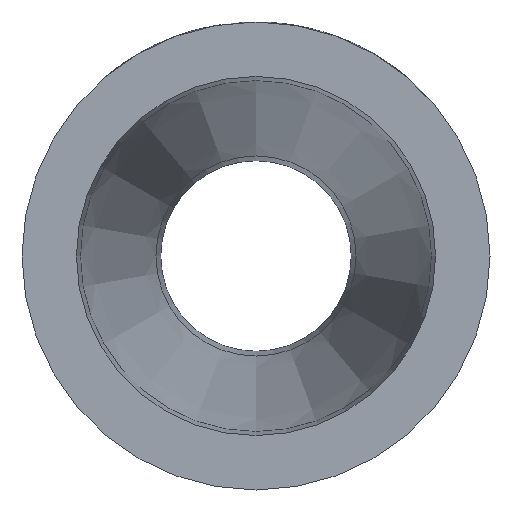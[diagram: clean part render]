
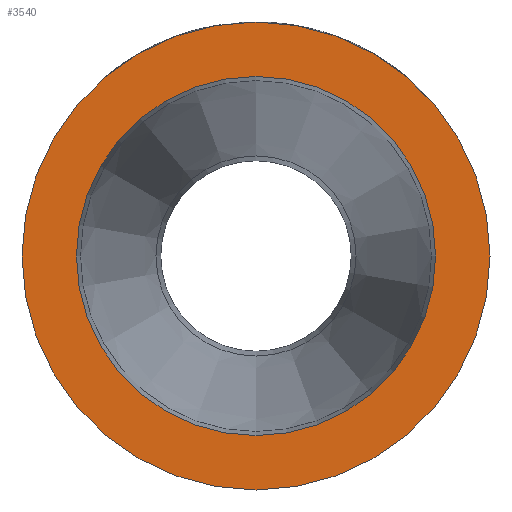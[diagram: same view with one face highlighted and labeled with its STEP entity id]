
A CAD part, front view. The second image highlights one B-rep face of the part: STEP entity #3540.
In plain terms, the highlighted planar face has unit normal (0, -1, 0).
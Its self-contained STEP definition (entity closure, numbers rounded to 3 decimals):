
#40 = EDGE_CURVE ( 'NONE', #8498, #8498, #6509, .T. ) ;
#335 = DIRECTION ( 'NONE',  ( 0., 0., -1. ) ) ;
#1942 = FACE_OUTER_BOUND ( 'NONE', #7429, .T. ) ;
#2292 = ORIENTED_EDGE ( 'NONE', *, *, #40, .T. ) ;
#2553 = CARTESIAN_POINT ( 'NONE',  ( -8.6, 0., 0. ) ) ;
#2683 = DIRECTION ( 'NONE',  ( 0., 0., 1. ) ) ;
#2738 = DIRECTION ( 'NONE',  ( 0., -1., 0. ) ) ;
#3198 = DIRECTION ( 'NONE',  ( 0., -1., 0. ) ) ;
#3233 = CARTESIAN_POINT ( 'NONE',  ( 0., 0., 0. ) ) ;
#3504 = VERTEX_POINT ( 'NONE', #3534 ) ;
#3534 = CARTESIAN_POINT ( 'NONE',  ( 0., 0., -6.6 ) ) ;
#3540 = ADVANCED_FACE ( 'NONE', ( #7047, #1942 ), #6995, .F. ) ;
#3559 = EDGE_LOOP ( 'NONE', ( #5840 ) ) ;
#4237 = CARTESIAN_POINT ( 'NONE',  ( 0., 0., 0. ) ) ;
#4575 = AXIS2_PLACEMENT_3D ( 'NONE', #4237, #2738, #8642 ) ;
#4810 = EDGE_CURVE ( 'NONE', #3504, #3504, #7504, .T. ) ;
#5350 = AXIS2_PLACEMENT_3D ( 'NONE', #2553, #5543, #2683 ) ;
#5543 = DIRECTION ( 'NONE',  ( 0., 1., 0. ) ) ;
#5840 = ORIENTED_EDGE ( 'NONE', *, *, #4810, .F. ) ;
#6509 = CIRCLE ( 'NONE', #9406, 8.6 ) ;
#6995 = PLANE ( 'NONE',  #5350 ) ;
#7047 = FACE_BOUND ( 'NONE', #3559, .T. ) ;
#7116 = CARTESIAN_POINT ( 'NONE',  ( 0., 0., -8.6 ) ) ;
#7429 = EDGE_LOOP ( 'NONE', ( #2292 ) ) ;
#7504 = CIRCLE ( 'NONE', #4575, 6.6 ) ;
#8498 = VERTEX_POINT ( 'NONE', #7116 ) ;
#8642 = DIRECTION ( 'NONE',  ( 0., 0., -1. ) ) ;
#9406 = AXIS2_PLACEMENT_3D ( 'NONE', #3233, #3198, #335 ) ;
